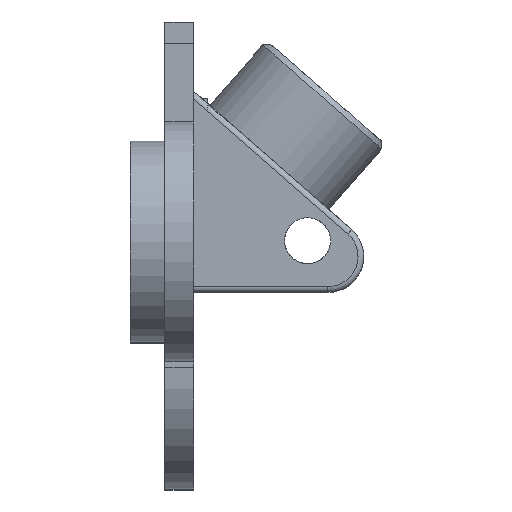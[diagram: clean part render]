
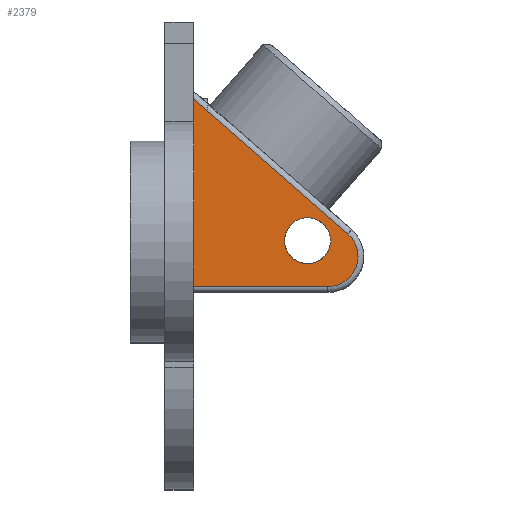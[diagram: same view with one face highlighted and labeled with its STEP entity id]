
A CAD part, front view. The second image highlights one B-rep face of the part: STEP entity #2379.
In plain terms, the highlighted planar face has unit normal (0, -1, 0).
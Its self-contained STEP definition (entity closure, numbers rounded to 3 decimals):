
#39=FACE_BOUND('',#375,.T.);
#111=PLANE('',#2602);
#215=FACE_OUTER_BOUND('',#374,.T.);
#374=EDGE_LOOP('',(#1874,#1875,#1876,#1877));
#375=EDGE_LOOP('',(#1878));
#542=CIRCLE('',#2521,10.5);
#575=CIRCLE('',#2589,8.);
#676=LINE('',#3639,#855);
#690=LINE('',#3682,#869);
#691=LINE('',#3725,#870);
#855=VECTOR('',#2836,10.);
#869=VECTOR('',#2868,10.);
#870=VECTOR('',#2881,10.);
#1055=VERTEX_POINT('',#3636);
#1056=VERTEX_POINT('',#3638);
#1076=VERTEX_POINT('',#3680);
#1079=VERTEX_POINT('',#3703);
#1127=VERTEX_POINT('',#3941);
#1282=EDGE_CURVE('',#1055,#1056,#676,.T.);
#1304=EDGE_CURVE('',#1076,#1055,#690,.T.);
#1308=EDGE_CURVE('',#1079,#1076,#542,.T.);
#1312=EDGE_CURVE('',#1056,#1079,#691,.T.);
#1395=EDGE_CURVE('',#1127,#1127,#575,.T.);
#1874=ORIENTED_EDGE('',*,*,#1312,.F.);
#1875=ORIENTED_EDGE('',*,*,#1282,.F.);
#1876=ORIENTED_EDGE('',*,*,#1304,.F.);
#1877=ORIENTED_EDGE('',*,*,#1308,.F.);
#1878=ORIENTED_EDGE('',*,*,#1395,.T.);
#2379=ADVANCED_FACE('',(#215,#39),#111,.T.);
#2521=AXIS2_PLACEMENT_3D('',#3705,#2875,#2876);
#2589=AXIS2_PLACEMENT_3D('',#3943,#3059,#3060);
#2602=AXIS2_PLACEMENT_3D('',#3968,#3091,#3092);
#2836=DIRECTION('',(0.,0.,1.));
#2868=DIRECTION('',(-1.,0.,0.));
#2875=DIRECTION('center_axis',(0.,1.,0.));
#2876=DIRECTION('ref_axis',(0.936,0.,-0.352));
#2881=DIRECTION('',(0.753,0.,-0.659));
#3059=DIRECTION('center_axis',(0.,1.,0.));
#3060=DIRECTION('ref_axis',(-1.,0.,0.));
#3091=DIRECTION('center_axis',(0.,-1.,0.));
#3092=DIRECTION('ref_axis',(-1.,0.,0.));
#3636=CARTESIAN_POINT('',(0.,34.696,-84.574));
#3638=CARTESIAN_POINT('',(0.,34.696,-19.232));
#3639=CARTESIAN_POINT('',(0.,34.696,-86.574));
#3680=CARTESIAN_POINT('',(46.732,34.696,-84.574));
#3682=CARTESIAN_POINT('',(60.,34.696,-84.574));
#3703=CARTESIAN_POINT('',(53.646,34.696,-66.172));
#3705=CARTESIAN_POINT('Origin',(46.732,34.696,-74.074));
#3725=CARTESIAN_POINT('',(18.683,34.696,-35.58));
#3941=CARTESIAN_POINT('',(47.687,34.696,-68.574));
#3943=CARTESIAN_POINT('Origin',(39.687,34.696,-68.574));
#3968=CARTESIAN_POINT('Origin',(40.,34.696,-51.574));
